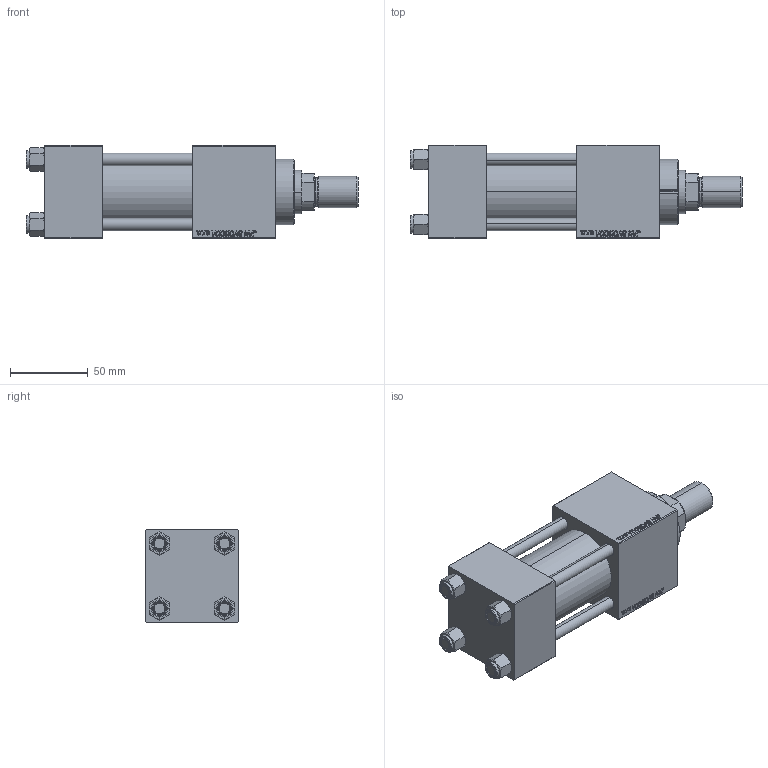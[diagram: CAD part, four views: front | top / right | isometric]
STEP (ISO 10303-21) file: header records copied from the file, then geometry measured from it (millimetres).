
FILE_DESCRIPTION (( 'STEP AP203' ), '1' );
FILE_NAME ('5891.STEP', '2022-04-16T05:04:12', ( '' ), ( '' ), 'SwSTEP 2.0', 'SolidWorks 2019', '' );
FILE_SCHEMA (( 'CONFIG_CONTROL_DESIGN' ));
Length unit declared in the file: millimetre
Products named in the file (7): 5891; ROD_END_AH db8c9209dbc493ed2181e0e1f640918f; NUT_M5_C db8c9209dbc493ed2181e0e1f640918f; V215CR_VCP_C db8c9209dbc493ed2181e0e1f640918f; V215_VC_A db8c9209dbc493ed2181e0e1f640918f; V215CR_C_Body db8c9209dbc493ed2181e0e1f640918f; V215CR_C_TYCINKA db8c9209dbc493ed2181e0e1f640918f
Assembly tree (12 placements, depth 2):
  5891
    V215CR_C_Body db8c9209dbc493ed2181e0e1f640918f
    V215CR_VCP_C db8c9209dbc493ed2181e0e1f640918f
    NUT_M5_C db8c9209dbc493ed2181e0e1f640918f  x4
    V215CR_C_TYCINKA db8c9209dbc493ed2181e0e1f640918f  x4
    V215_VC_A db8c9209dbc493ed2181e0e1f640918f
    ROD_END_AH db8c9209dbc493ed2181e0e1f640918f
Bounding box: 213 x 60 x 60 mm (x, y, z)
Volume: 432617.7 mm3; surface area: 113992.5 mm2
Topology: 12 solids, 12 shells, 1169 faces, 2924 edges, 1897 vertices
Faces by surface type: plane 532, bspline 392, cone 140, cylinder 95, torus 10
Entity records: 50943 total; most frequent: CARTESIAN_POINT 27226, ORIENTED_EDGE 5340, DIRECTION 3422, EDGE_CURVE 2670, VERTEX_POINT 1753, VECTOR 1604, LINE 1604, EDGE_LOOP 1179
